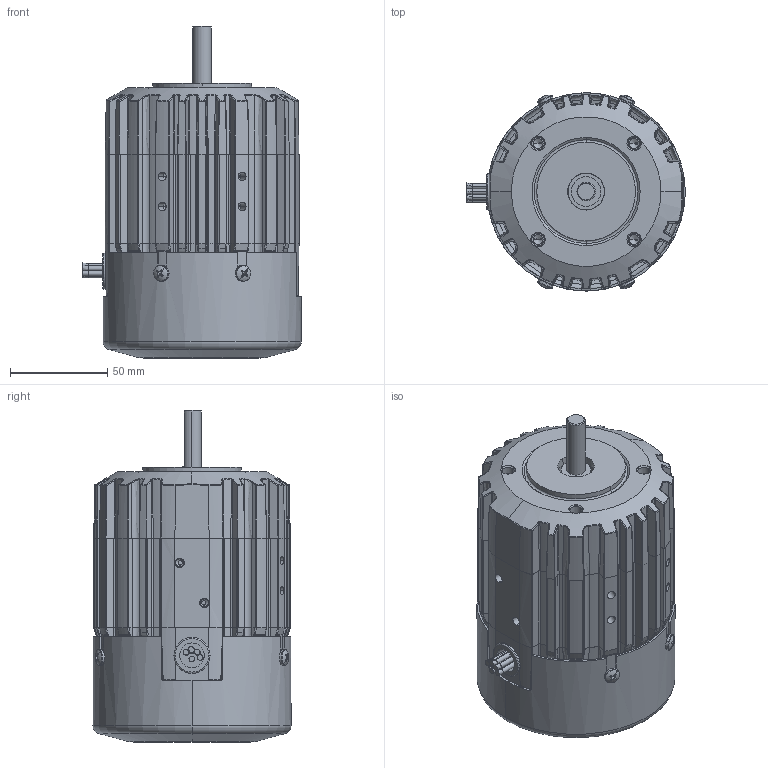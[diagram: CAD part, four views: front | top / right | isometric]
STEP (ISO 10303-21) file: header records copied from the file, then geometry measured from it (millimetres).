
FILE_DESCRIPTION (( 'STEP AP203' ), '1' );
FILE_NAME ('INFM0262.STEP', '2013-05-08T23:01:43', ( 'Admin' ), ( 'Bodine Electric Company' ), 'SwSTEP 2.0', 'SolidWorks 2012', '' );
FILE_SCHEMA (( 'CONFIG_CONTROL_DESIGN' ));
Products named in the file (1): INFM0262
Bounding box: 112.23 x 101.82 x 170.61 mm (x, y, z)
Volume: 534608.7 mm3; surface area: 149140.9 mm2
Topology: 17 solids, 17 shells, 1658 faces, 4325 edges, 2654 vertices
Faces by surface type: bspline 604, cylinder 380, plane 353, cone 157, torus 152, sphere 12
Entity records: 71969 total; most frequent: CARTESIAN_POINT 35712, ORIENTED_EDGE 8506, DIRECTION 6514, EDGE_CURVE 4253, AXIS2_PLACEMENT_3D 2764, VERTEX_POINT 2654, EDGE_LOOP 1733, CIRCLE 1709
